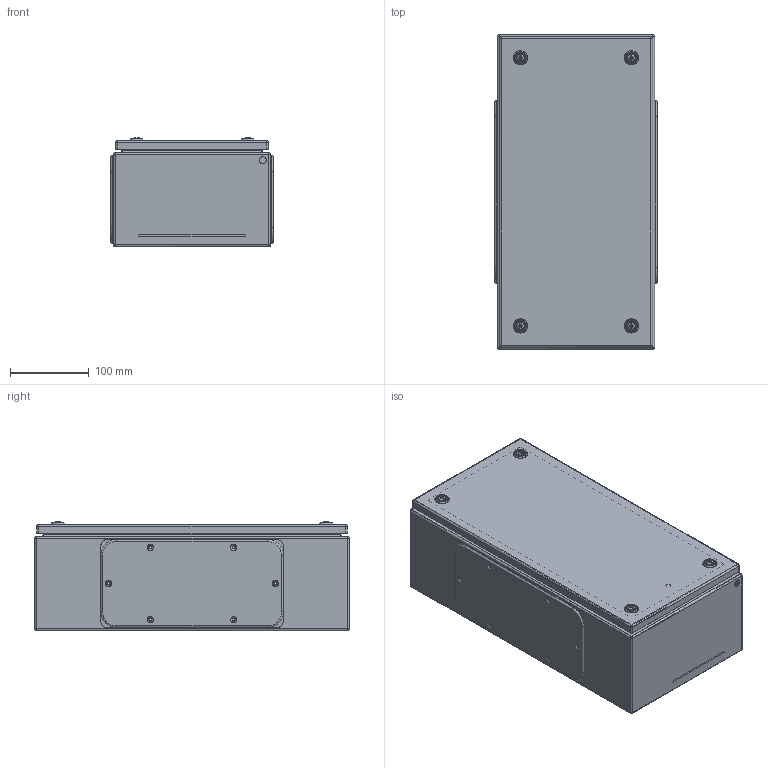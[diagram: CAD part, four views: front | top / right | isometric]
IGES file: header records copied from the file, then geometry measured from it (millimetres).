
Global section: file name: EXA4020135.igs; preprocessor: I-DEAS 3D IGES Translator 13; date: 20130826.105934; units: millimetre
Bounding box: 207 x 400 x 139.29 mm (x, y, z)
Volume: 368481.4 mm3; surface area: 872740.6 mm2
Topology: 8 solids, 8 shells, 1172 faces, 3940 edges, 2845 vertices
Faces by surface type: bspline 1172
